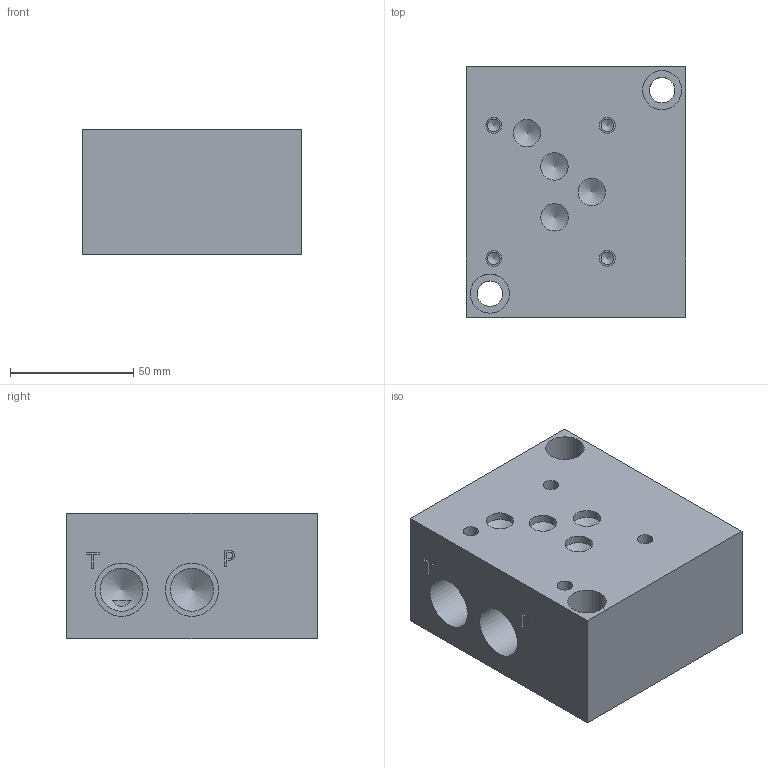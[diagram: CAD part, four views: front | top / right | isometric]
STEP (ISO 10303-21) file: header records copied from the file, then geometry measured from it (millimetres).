
FILE_DESCRIPTION(/* description */ (''),/* implementation_level */ '2;1');
FILE_NAME(/* name */ '_D05SPSB8P.stp',/* time_stamp */ '2020-04-20T09:05:02-04:00',/* author */ ('alexanderw'),/* organization */ (''),/* preprocessor_version */ 'ST-DEVELOPER v17',/* originating_system */ 'Autodesk Inventor 2019',/* authorisation */ '');
FILE_SCHEMA (('AUTOMOTIVE_DESIGN { 1 0 10303 214 3 1 1 }'));
Length unit declared in the file: millimetre
Products named in the file (1): Part_DD05SPSB8P_3D
Bounding box: 88.9 x 101.6 x 50.8 mm (x, y, z)
Volume: 400405.1 mm3; surface area: 51378.9 mm2
Topology: 1 solids, 1 shells, 500 faces, 1363 edges, 917 vertices
Faces by surface type: plane 302, bspline 152, cylinder 30, cone 16
Full cylindrical faces by diameter (mm): 5.105 x4, 6.35 x4, 10.312 x2, 11.125 x6, 15.875 x2, 17.475 x6, 21.59 x6
Entity records: 16917 total; most frequent: CARTESIAN_POINT 4763, ORIENTED_EDGE 2698, DIRECTION 1843, EDGE_CURVE 1349, LINE 939, VECTOR 939, VERTEX_POINT 917, EDGE_LOOP 572
